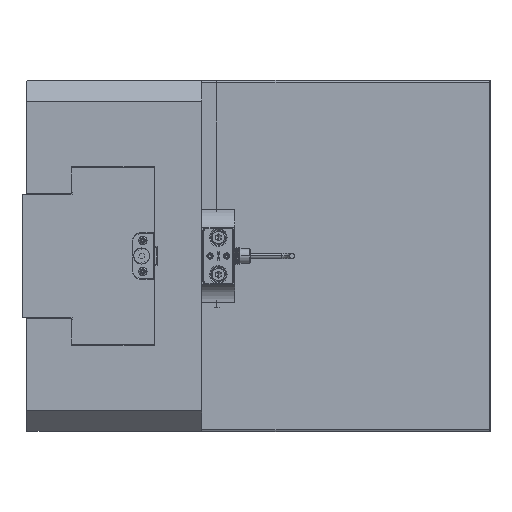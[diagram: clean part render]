
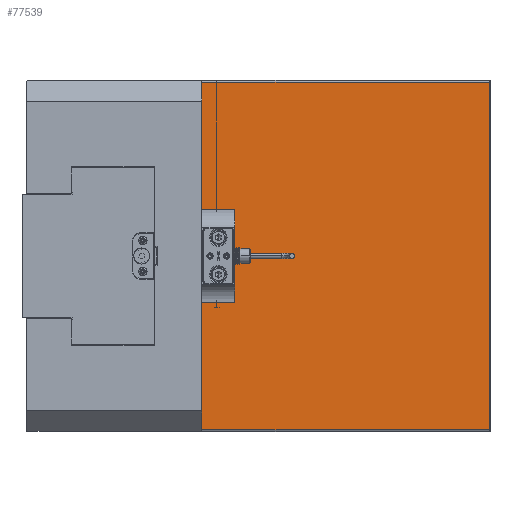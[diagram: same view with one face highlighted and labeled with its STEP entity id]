
A CAD part, left-side view. The second image highlights one B-rep face of the part: STEP entity #77539.
In plain terms, the highlighted planar face has unit normal (-1, 0, 0).
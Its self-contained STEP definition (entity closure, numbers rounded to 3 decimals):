
#1681 = ORIENTED_EDGE ( 'NONE', *, *, #50858, .T. ) ;
#4046 = DIRECTION ( 'NONE',  ( 1., 0., 0. ) ) ;
#5789 = ORIENTED_EDGE ( 'NONE', *, *, #38311, .T. ) ;
#8094 = EDGE_CURVE ( 'NONE', #65689, #103427, #31802, .T. ) ;
#8103 = CARTESIAN_POINT ( 'NONE',  ( -142.5, 0.15, -85. ) ) ;
#9151 = LINE ( 'NONE', #90471, #104035 ) ;
#10394 = CARTESIAN_POINT ( 'NONE',  ( -142.5, 0., -84. ) ) ;
#11650 = ORIENTED_EDGE ( 'NONE', *, *, #8094, .T. ) ;
#15955 = CARTESIAN_POINT ( 'NONE',  ( -142.5, 139.5, -85. ) ) ;
#18545 = DIRECTION ( 'NONE',  ( 0., 0., 1. ) ) ;
#20006 = CARTESIAN_POINT ( 'NONE',  ( -142.5, 0., -22.66 ) ) ;
#20033 = VERTEX_POINT ( 'NONE', #95104 ) ;
#20287 = VERTEX_POINT ( 'NONE', #73390 ) ;
#25226 = DIRECTION ( 'NONE',  ( 0., 0., 1. ) ) ;
#25577 = CARTESIAN_POINT ( 'NONE',  ( -142.5, 123.5, -22.66 ) ) ;
#26409 = EDGE_CURVE ( 'NONE', #112779, #64344, #104769, .T. ) ;
#28758 = ORIENTED_EDGE ( 'NONE', *, *, #70735, .T. ) ;
#29239 = VERTEX_POINT ( 'NONE', #118951 ) ;
#30104 = VECTOR ( 'NONE', #54728, 1000. ) ;
#31680 = CARTESIAN_POINT ( 'NONE',  ( -142.5, 0.15, -84. ) ) ;
#31802 = LINE ( 'NONE', #8103, #56279 ) ;
#31878 = FACE_OUTER_BOUND ( 'NONE', #80846, .T. ) ;
#35448 = DIRECTION ( 'NONE',  ( 0., 0., -1. ) ) ;
#37343 = DIRECTION ( 'NONE',  ( 0., -1., 0. ) ) ;
#38223 = ORIENTED_EDGE ( 'NONE', *, *, #86044, .F. ) ;
#38311 = EDGE_CURVE ( 'NONE', #64344, #60782, #9151, .T. ) ;
#41442 = CARTESIAN_POINT ( 'NONE',  ( -142.5, 0., 22.66 ) ) ;
#41747 = LINE ( 'NONE', #15955, #66187 ) ;
#49787 = EDGE_CURVE ( 'NONE', #112779, #20033, #41747, .T. ) ;
#49879 = CARTESIAN_POINT ( 'NONE',  ( -142.5, 0., -85. ) ) ;
#50858 = EDGE_CURVE ( 'NONE', #103427, #20033, #103446, .T. ) ;
#50887 = LINE ( 'NONE', #73600, #99762 ) ;
#54728 = DIRECTION ( 'NONE',  ( 0., 1., 0. ) ) ;
#55908 = VECTOR ( 'NONE', #69212, 1000. ) ;
#56176 = DIRECTION ( 'NONE',  ( 0., 1., 0. ) ) ;
#56279 = VECTOR ( 'NONE', #72426, 1000. ) ;
#60229 = VECTOR ( 'NONE', #56176, 1000. ) ;
#60782 = VERTEX_POINT ( 'NONE', #25577 ) ;
#64259 = EDGE_CURVE ( 'NONE', #60782, #20287, #81770, .T. ) ;
#64344 = VERTEX_POINT ( 'NONE', #111955 ) ;
#65689 = VERTEX_POINT ( 'NONE', #31680 ) ;
#66187 = VECTOR ( 'NONE', #25226, 1000. ) ;
#67927 = CARTESIAN_POINT ( 'NONE',  ( -142.5, 0.15, 84. ) ) ;
#68387 = DIRECTION ( 'NONE',  ( 0., 0., -1. ) ) ;
#69212 = DIRECTION ( 'NONE',  ( 0., -1., 0. ) ) ;
#70735 = EDGE_CURVE ( 'NONE', #29239, #65689, #78895, .T. ) ;
#72426 = DIRECTION ( 'NONE',  ( 0., 0., 1. ) ) ;
#72547 = ORIENTED_EDGE ( 'NONE', *, *, #49787, .F. ) ;
#73174 = VECTOR ( 'NONE', #37343, 1000. ) ;
#73390 = CARTESIAN_POINT ( 'NONE',  ( -142.5, 139.5, -22.66 ) ) ;
#73600 = CARTESIAN_POINT ( 'NONE',  ( -142.5, 139.5, -85. ) ) ;
#77539 = ADVANCED_FACE ( 'NONE', ( #31878 ), #114110, .F. ) ;
#78895 = LINE ( 'NONE', #10394, #73174 ) ;
#80846 = EDGE_LOOP ( 'NONE', ( #72547, #110548, #5789, #99355, #38223, #28758, #11650, #1681 ) ) ;
#81770 = LINE ( 'NONE', #20006, #60229 ) ;
#82811 = CARTESIAN_POINT ( 'NONE',  ( -142.5, 0., 84. ) ) ;
#86044 = EDGE_CURVE ( 'NONE', #29239, #20287, #50887, .T. ) ;
#88893 = CARTESIAN_POINT ( 'NONE',  ( -142.5, 139.5, 22.66 ) ) ;
#90471 = CARTESIAN_POINT ( 'NONE',  ( -142.5, 123.5, 14. ) ) ;
#95104 = CARTESIAN_POINT ( 'NONE',  ( -142.5, 139.5, 84. ) ) ;
#99355 = ORIENTED_EDGE ( 'NONE', *, *, #64259, .T. ) ;
#99762 = VECTOR ( 'NONE', #18545, 1000. ) ;
#103427 = VERTEX_POINT ( 'NONE', #67927 ) ;
#103446 = LINE ( 'NONE', #82811, #30104 ) ;
#104035 = VECTOR ( 'NONE', #35448, 1000. ) ;
#104769 = LINE ( 'NONE', #41442, #55908 ) ;
#110548 = ORIENTED_EDGE ( 'NONE', *, *, #26409, .T. ) ;
#111955 = CARTESIAN_POINT ( 'NONE',  ( -142.5, 123.5, 22.66 ) ) ;
#112779 = VERTEX_POINT ( 'NONE', #88893 ) ;
#114110 = PLANE ( 'NONE',  #118731 ) ;
#118731 = AXIS2_PLACEMENT_3D ( 'NONE', #49879, #4046, #68387 ) ;
#118951 = CARTESIAN_POINT ( 'NONE',  ( -142.5, 139.5, -84. ) ) ;
